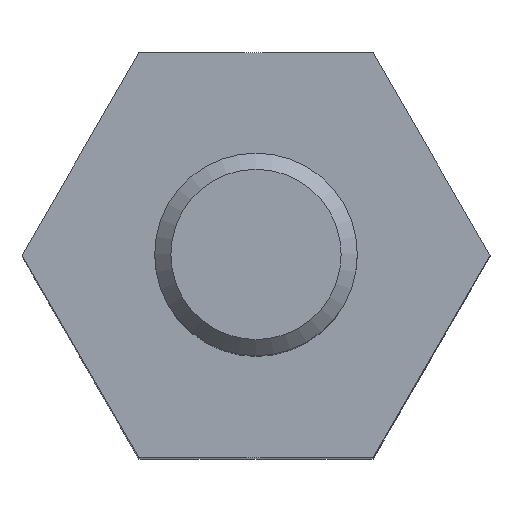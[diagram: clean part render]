
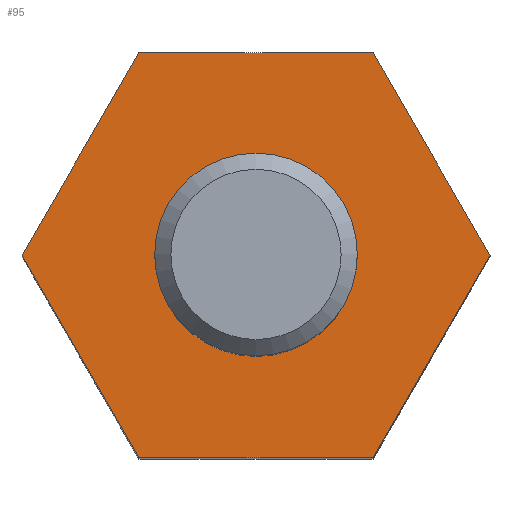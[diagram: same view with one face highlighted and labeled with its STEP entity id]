
A CAD part, top view. The second image highlights one B-rep face of the part: STEP entity #95.
In plain terms, the highlighted planar face has unit normal (0, 0, 1).
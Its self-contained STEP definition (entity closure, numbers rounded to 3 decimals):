
#95 = ADVANCED_FACE( '', ( #195, #196 ), #197, .T. );
#195 = FACE_BOUND( '', #289, .T. );
#196 = FACE_OUTER_BOUND( '', #290, .T. );
#197 = PLANE( '', #291 );
#289 = EDGE_LOOP( '', ( #464 ) );
#290 = EDGE_LOOP( '', ( #465, #466, #467, #468, #469, #470 ) );
#291 = AXIS2_PLACEMENT_3D( '', #471, #472, #473 );
#464 = ORIENTED_EDGE( '', *, *, #528, .T. );
#465 = ORIENTED_EDGE( '', *, *, #511, .T. );
#466 = ORIENTED_EDGE( '', *, *, #544, .T. );
#467 = ORIENTED_EDGE( '', *, *, #490, .T. );
#468 = ORIENTED_EDGE( '', *, *, #504, .T. );
#469 = ORIENTED_EDGE( '', *, *, #519, .T. );
#470 = ORIENTED_EDGE( '', *, *, #532, .T. );
#471 = CARTESIAN_POINT( '', ( 0., 0., 10. ) );
#472 = DIRECTION( '', ( 0., 0., 1. ) );
#473 = DIRECTION( '', ( 1., 0., 0. ) );
#490 = EDGE_CURVE( '', #565, #563, #566, .T. );
#504 = EDGE_CURVE( '', #563, #585, #587, .T. );
#511 = EDGE_CURVE( '', #596, #594, #597, .T. );
#519 = EDGE_CURVE( '', #585, #607, #609, .T. );
#528 = EDGE_CURVE( '', #619, #619, #620, .F. );
#532 = EDGE_CURVE( '', #607, #596, #625, .T. );
#544 = EDGE_CURVE( '', #594, #565, #639, .T. );
#563 = VERTEX_POINT( '', #677 );
#565 = VERTEX_POINT( '', #680 );
#566 = LINE( '', #681, #682 );
#585 = VERTEX_POINT( '', #712 );
#587 = LINE( '', #715, #716 );
#594 = VERTEX_POINT( '', #730 );
#596 = VERTEX_POINT( '', #733 );
#597 = LINE( '', #734, #735 );
#607 = VERTEX_POINT( '', #758 );
#609 = LINE( '', #761, #762 );
#619 = VERTEX_POINT( '', #777 );
#620 = CIRCLE( '', #778, 1.104 );
#625 = LINE( '', #790, #791 );
#639 = LINE( '', #817, #818 );
#677 = CARTESIAN_POINT( '', ( -1.443, -2.5, 10. ) );
#680 = CARTESIAN_POINT( '', ( -2.887, 0., 10. ) );
#681 = CARTESIAN_POINT( '', ( -2.887, 0., 10. ) );
#682 = VECTOR( '', #831, 1000. );
#712 = CARTESIAN_POINT( '', ( 1.443, -2.5, 10. ) );
#715 = CARTESIAN_POINT( '', ( -1.443, -2.5, 10. ) );
#716 = VECTOR( '', #846, 1000. );
#730 = CARTESIAN_POINT( '', ( -1.443, 2.5, 10. ) );
#733 = CARTESIAN_POINT( '', ( 1.443, 2.5, 10. ) );
#734 = CARTESIAN_POINT( '', ( 1.443, 2.5, 10. ) );
#735 = VECTOR( '', #851, 1000. );
#758 = CARTESIAN_POINT( '', ( 2.887, 0., 10. ) );
#761 = CARTESIAN_POINT( '', ( 1.443, -2.5, 10. ) );
#762 = VECTOR( '', #857, 1000. );
#777 = CARTESIAN_POINT( '', ( 1.104, 0., 10. ) );
#778 = AXIS2_PLACEMENT_3D( '', #870, #871, #872 );
#790 = CARTESIAN_POINT( '', ( 2.887, 0., 10. ) );
#791 = VECTOR( '', #876, 1000. );
#817 = CARTESIAN_POINT( '', ( -1.443, 2.5, 10. ) );
#818 = VECTOR( '', #883, 1000. );
#831 = DIRECTION( '', ( 0.5, -0.866, 0. ) );
#846 = DIRECTION( '', ( 1., 0., 0. ) );
#851 = DIRECTION( '', ( -1., 0., 0. ) );
#857 = DIRECTION( '', ( 0.5, 0.866, 0. ) );
#870 = CARTESIAN_POINT( '', ( 0., 0., 10. ) );
#871 = DIRECTION( '', ( 0., 0., 1. ) );
#872 = DIRECTION( '', ( 1., 0., 0. ) );
#876 = DIRECTION( '', ( -0.5, 0.866, 0. ) );
#883 = DIRECTION( '', ( -0.5, -0.866, 0. ) );
